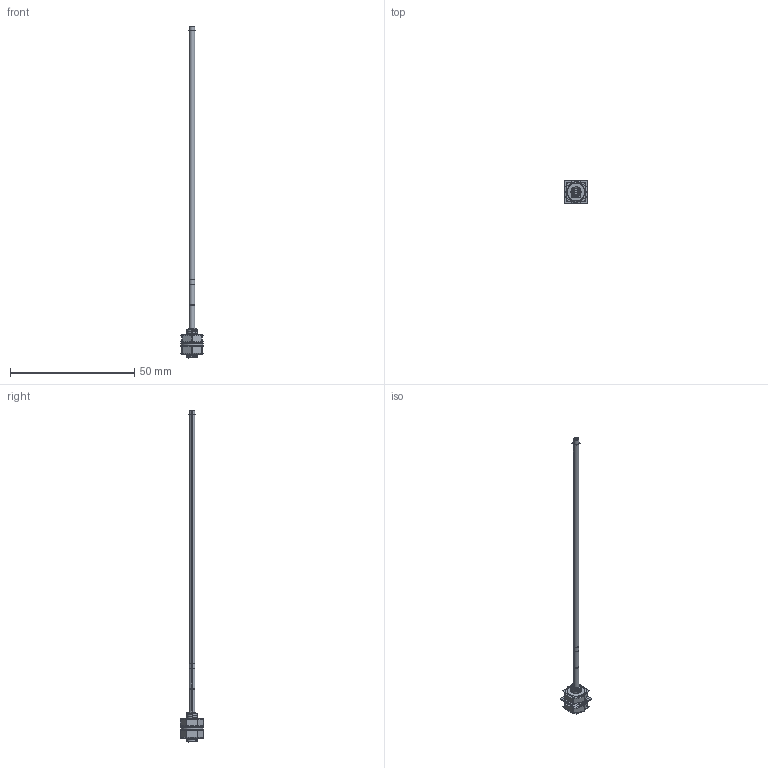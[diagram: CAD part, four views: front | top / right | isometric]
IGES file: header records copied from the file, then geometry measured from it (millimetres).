
Start section:  PTC IGES file: 192774.igs
Global section: file name: 192774.igs; native system: Creo Parametric by Parametric Technology Corporation; preprocessor: 2013230; author: pdmadmin; organization: Unknown; date: 20160209.171854; units: millimetre
Bounding box: 9.19 x 9.26 x 133.42 mm (x, y, z)
Volume: 819 mm3; surface area: 12348.2 mm2
Topology: 6 solids, 7 shells, 254 faces, 1338 edges, 1724 vertices
Faces by surface type: revolution 146, bspline 108
